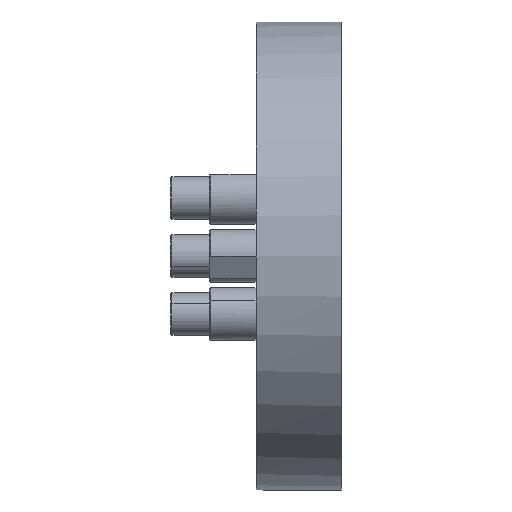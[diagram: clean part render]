
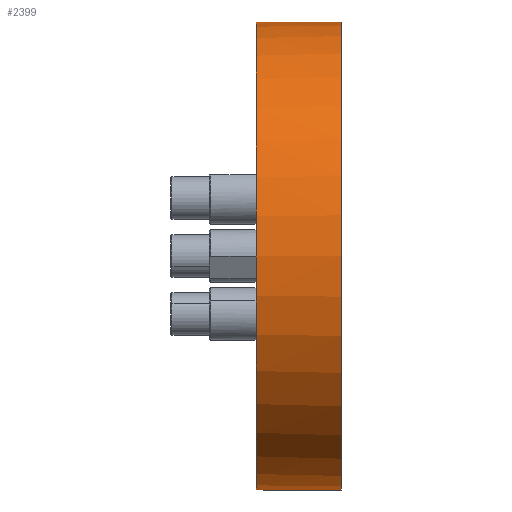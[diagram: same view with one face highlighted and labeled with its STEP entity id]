
A CAD part, left-side view. The second image highlights one B-rep face of the part: STEP entity #2399.
In plain terms, the highlighted cylindrical face has radius 34.95 mm (diameter 69.9 mm), a partial arc.
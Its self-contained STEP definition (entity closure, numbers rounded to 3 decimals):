
#98 = CARTESIAN_POINT ( 'NONE',  ( -1., 0., -34.936 ) ) ;
#112 = CARTESIAN_POINT ( 'NONE',  ( 0., -12.7, 0. ) ) ;
#216 = CARTESIAN_POINT ( 'NONE',  ( 0., -12.7, -34.95 ) ) ;
#315 = EDGE_CURVE ( 'NONE', #2869, #339, #1834, .T. ) ;
#339 = VERTEX_POINT ( 'NONE', #609 ) ;
#351 = CARTESIAN_POINT ( 'NONE',  ( -0.799, -0.615, 34.941 ) ) ;
#363 = CARTESIAN_POINT ( 'NONE',  ( -1., -0.132, -34.936 ) ) ;
#369 = CARTESIAN_POINT ( 'NONE',  ( -0.13, -1., 34.95 ) ) ;
#408 = VECTOR ( 'NONE', #1739, 1000. ) ;
#546 = VERTEX_POINT ( 'NONE', #1827 ) ;
#560 = CARTESIAN_POINT ( 'NONE',  ( -1., 0., 34.936 ) ) ;
#576 = CARTESIAN_POINT ( 'NONE',  ( -1., -0.132, 34.936 ) ) ;
#587 = ORIENTED_EDGE ( 'NONE', *, *, #315, .F. ) ;
#602 = CARTESIAN_POINT ( 'NONE',  ( 0., -12.7, -34.95 ) ) ;
#609 = CARTESIAN_POINT ( 'NONE',  ( 0., -1., 34.95 ) ) ;
#697 = CARTESIAN_POINT ( 'NONE',  ( -0.262, -0.974, -34.949 ) ) ;
#736 = CYLINDRICAL_SURFACE ( 'NONE', #2026, 34.95 ) ;
#742 = CARTESIAN_POINT ( 'NONE',  ( -0.13, -1., -34.95 ) ) ;
#841 = ORIENTED_EDGE ( 'NONE', *, *, #3036, .T. ) ;
#866 = CARTESIAN_POINT ( 'NONE',  ( -0.974, -0.262, -34.936 ) ) ;
#867 = DIRECTION ( 'NONE',  ( 0., 0., 1. ) ) ;
#1021 = AXIS2_PLACEMENT_3D ( 'NONE', #2501, #1996, #1547 ) ;
#1072 = ORIENTED_EDGE ( 'NONE', *, *, #2679, .T. ) ;
#1115 = DIRECTION ( 'NONE',  ( 0., 1., 0. ) ) ;
#1120 = CARTESIAN_POINT ( 'NONE',  ( -0.615, -0.8, 34.945 ) ) ;
#1143 = LINE ( 'NONE', #602, #1679 ) ;
#1146 = LINE ( 'NONE', #1502, #408 ) ;
#1208 = CARTESIAN_POINT ( 'NONE',  ( -0.615, -0.8, -34.945 ) ) ;
#1308 = CARTESIAN_POINT ( 'NONE',  ( -0.974, -0.262, 34.936 ) ) ;
#1340 = VERTEX_POINT ( 'NONE', #216 ) ;
#1359 = DIRECTION ( 'NONE',  ( 0., 0., 1. ) ) ;
#1427 = VERTEX_POINT ( 'NONE', #1442 ) ;
#1442 = CARTESIAN_POINT ( 'NONE',  ( 0., -12.7, 34.95 ) ) ;
#1470 = AXIS2_PLACEMENT_3D ( 'NONE', #1796, #1115, #1359 ) ;
#1502 = CARTESIAN_POINT ( 'NONE',  ( 0., -12.7, 34.95 ) ) ;
#1547 = DIRECTION ( 'NONE',  ( 0., 0., 1. ) ) ;
#1583 = ORIENTED_EDGE ( 'NONE', *, *, #2397, .F. ) ;
#1638 = CARTESIAN_POINT ( 'NONE',  ( -0.799, -0.615, -34.941 ) ) ;
#1679 = VECTOR ( 'NONE', #1761, 1000. ) ;
#1739 = DIRECTION ( 'NONE',  ( 0., 1., 0. ) ) ;
#1749 = EDGE_LOOP ( 'NONE', ( #2720, #1845, #841, #587, #1583, #1072 ) ) ;
#1761 = DIRECTION ( 'NONE',  ( 0., 1., 0. ) ) ;
#1796 = CARTESIAN_POINT ( 'NONE',  ( 0., 0., 0. ) ) ;
#1807 = DIRECTION ( 'NONE',  ( 0., 1., 0. ) ) ;
#1827 = CARTESIAN_POINT ( 'NONE',  ( 0., -1., -34.95 ) ) ;
#1834 = B_SPLINE_CURVE_WITH_KNOTS ( 'NONE', 3,
 ( #560, #576, #1308, #2247, #351, #1120, #2495, #2713, #369, #2484 ),
 .UNSPECIFIED., .F., .F.,
 ( 4, 2, 2, 2, 4 ),
 ( 0., 0., 0.001, 0.001, 0.002 ),
 .UNSPECIFIED. ) ;
#1845 = ORIENTED_EDGE ( 'NONE', *, *, #3127, .T. ) ;
#1996 = DIRECTION ( 'NONE',  ( 0., 1., 0. ) ) ;
#2026 = AXIS2_PLACEMENT_3D ( 'NONE', #112, #1807, #867 ) ;
#2096 = EDGE_CURVE ( 'NONE', #1340, #546, #1143, .T. ) ;
#2247 = CARTESIAN_POINT ( 'NONE',  ( -0.874, -0.504, 34.939 ) ) ;
#2307 = B_SPLINE_CURVE_WITH_KNOTS ( 'NONE', 3,
 ( #98, #363, #866, #3000, #1638, #1208, #2814, #697, #742, #3102 ),
 .UNSPECIFIED., .F., .F.,
 ( 4, 2, 2, 2, 4 ),
 ( 0., 0., 0.001, 0.001, 0.002 ),
 .UNSPECIFIED. ) ;
#2353 = FACE_OUTER_BOUND ( 'NONE', #1749, .T. ) ;
#2397 = EDGE_CURVE ( 'NONE', #2675, #2869, #2919, .T. ) ;
#2399 = ADVANCED_FACE ( 'NONE', ( #2353 ), #736, .T. ) ;
#2484 = CARTESIAN_POINT ( 'NONE',  ( 0., -1., 34.95 ) ) ;
#2495 = CARTESIAN_POINT ( 'NONE',  ( -0.503, -0.874, 34.947 ) ) ;
#2501 = CARTESIAN_POINT ( 'NONE',  ( 0., -12.7, 0. ) ) ;
#2529 = CIRCLE ( 'NONE', #1021, 34.95 ) ;
#2631 = CARTESIAN_POINT ( 'NONE',  ( -1., 0., 34.936 ) ) ;
#2675 = VERTEX_POINT ( 'NONE', #2738 ) ;
#2679 = EDGE_CURVE ( 'NONE', #2675, #546, #2307, .T. ) ;
#2713 = CARTESIAN_POINT ( 'NONE',  ( -0.262, -0.974, 34.949 ) ) ;
#2720 = ORIENTED_EDGE ( 'NONE', *, *, #2096, .F. ) ;
#2738 = CARTESIAN_POINT ( 'NONE',  ( -1., 0., -34.936 ) ) ;
#2814 = CARTESIAN_POINT ( 'NONE',  ( -0.503, -0.874, -34.947 ) ) ;
#2869 = VERTEX_POINT ( 'NONE', #2631 ) ;
#2919 = CIRCLE ( 'NONE', #1470, 34.95 ) ;
#3000 = CARTESIAN_POINT ( 'NONE',  ( -0.874, -0.504, -34.939 ) ) ;
#3036 = EDGE_CURVE ( 'NONE', #1427, #339, #1146, .T. ) ;
#3102 = CARTESIAN_POINT ( 'NONE',  ( 0., -1., -34.95 ) ) ;
#3127 = EDGE_CURVE ( 'NONE', #1340, #1427, #2529, .T. ) ;
